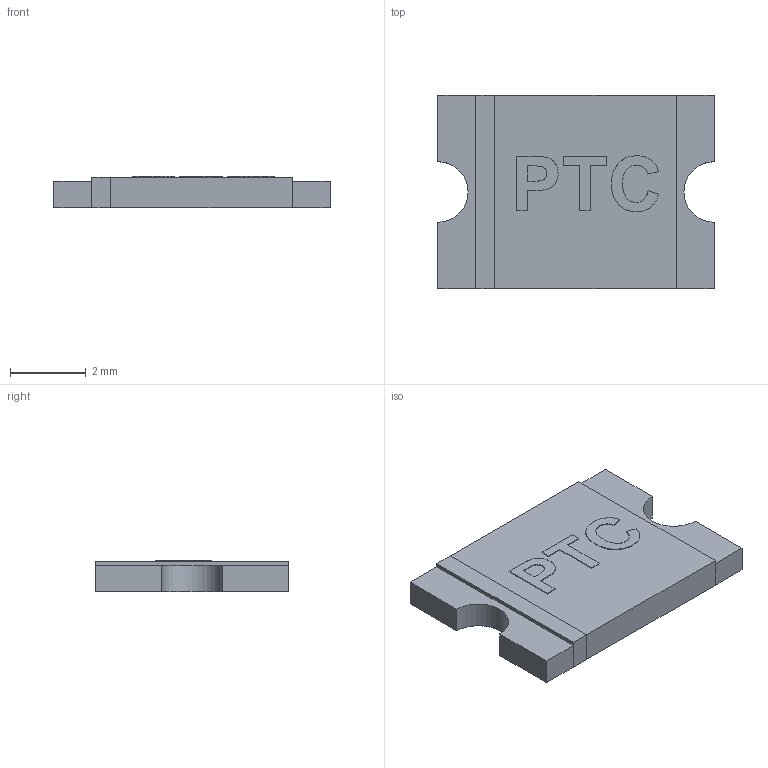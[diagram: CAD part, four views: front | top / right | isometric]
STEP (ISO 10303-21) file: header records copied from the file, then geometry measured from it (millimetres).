
FILE_DESCRIPTION(/* description */ (''),/* implementation_level */ '2;1');
FILE_NAME(/* name */ 'PTC_OZCF.step',/* time_stamp */ '2018-12-16T08:49:10-05:00',/* author */ ('xdmattz'),/* organization */ (''),/* preprocessor_version */ 'ST-DEVELOPER v17.2',/* originating_system */ 'Autodesk Translation Framework v7.6.0.251',/* authorisation */ '');
FILE_SCHEMA (('AUTOMOTIVE_DESIGN { 1 0 10303 214 3 1 1 }'));
Length unit declared in the file: millimetre
Products named in the file (8): PTC_OZCF; Component1; Component2; Component3; Component4; Component5; Component6; Component7
Assembly tree (7 placements, depth 2):
  PTC_OZCF
    Component1
    Component2
    Component3
    Component4
    Component5
    Component6
    Component7
Bounding box: 7.3 x 5.1 x 0.82 mm (x, y, z)
Volume: 27.4 mm3; surface area: 118.6 mm2
Topology: 7 solids, 7 shells, 81 faces, 201 edges, 134 vertices
Faces by surface type: plane 50, bspline 29, cylinder 2
Entity records: 2926 total; most frequent: CARTESIAN_POINT 924, ORIENTED_EDGE 402, DIRECTION 281, EDGE_CURVE 201, LINE 139, VECTOR 139, VERTEX_POINT 134, EDGE_LOOP 83
